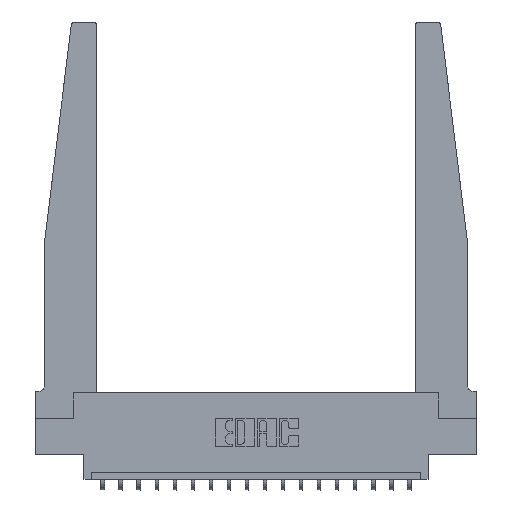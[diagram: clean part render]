
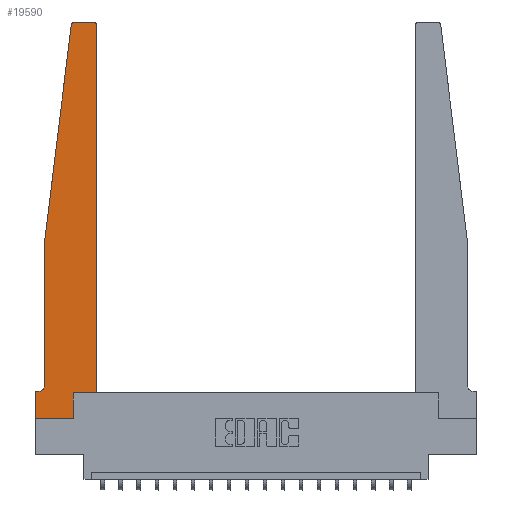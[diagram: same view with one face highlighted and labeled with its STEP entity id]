
A CAD part, top view. The second image highlights one B-rep face of the part: STEP entity #19590.
In plain terms, the highlighted planar face has unit normal (0, 0, 1).
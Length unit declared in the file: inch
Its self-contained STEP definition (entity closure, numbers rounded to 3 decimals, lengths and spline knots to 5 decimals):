
#155 = EDGE_CURVE ( 'NONE', #15337, #8631, #19151, .T. ) ;
#208 = AXIS2_PLACEMENT_3D ( 'NONE', #9117, #1495, #7615 ) ;
#312 = CIRCLE ( 'NONE', #9603, 0.05 ) ;
#968 = CARTESIAN_POINT ( 'NONE',  ( 0., 0., 0.37 ) ) ;
#1062 = CARTESIAN_POINT ( 'NONE',  ( 0.425, 2.72, 0.37 ) ) ;
#1495 = DIRECTION ( 'NONE',  ( 0., 0., 1. ) ) ;
#1614 = CARTESIAN_POINT ( 'NONE',  ( 0.015, 0.2375, 0.37 ) ) ;
#2056 = EDGE_CURVE ( 'NONE', #8631, #6345, #2430, .T. ) ;
#2120 = DIRECTION ( 'NONE',  ( 1., 0., 0. ) ) ;
#2376 = DIRECTION ( 'NONE',  ( 1., 0., 0. ) ) ;
#2430 = LINE ( 'NONE', #7055, #6573 ) ;
#2481 = EDGE_LOOP ( 'NONE', ( #10364, #19749, #10346, #9506, #16957, #15422, #12164, #16314, #3513, #3139, #17934, #14448 ) ) ;
#2667 = VERTEX_POINT ( 'NONE', #3396 ) ;
#2736 = VECTOR ( 'NONE', #9812, 39.37008 ) ;
#3139 = ORIENTED_EDGE ( 'NONE', *, *, #7764, .T. ) ;
#3328 = EDGE_CURVE ( 'NONE', #4160, #18116, #4072, .T. ) ;
#3396 = CARTESIAN_POINT ( 'NONE',  ( 0.27653, 2.75, 0.37 ) ) ;
#3441 = VECTOR ( 'NONE', #16830, 39.37008 ) ;
#3513 = ORIENTED_EDGE ( 'NONE', *, *, #15003, .T. ) ;
#3698 = DIRECTION ( 'NONE',  ( 0., 0., 1. ) ) ;
#3930 = EDGE_CURVE ( 'NONE', #16550, #4160, #13938, .T. ) ;
#4058 = DIRECTION ( 'NONE',  ( 0., 1., 0. ) ) ;
#4072 = LINE ( 'NONE', #968, #9478 ) ;
#4130 = VERTEX_POINT ( 'NONE', #10013 ) ;
#4160 = VERTEX_POINT ( 'NONE', #7199 ) ;
#4901 = VECTOR ( 'NONE', #14581, 39.37008 ) ;
#5821 = CARTESIAN_POINT ( 'NONE',  ( 0.24675, 2.72367, 0.37 ) ) ;
#6345 = VERTEX_POINT ( 'NONE', #14046 ) ;
#6573 = VECTOR ( 'NONE', #13072, 39.37008 ) ;
#6711 = AXIS2_PLACEMENT_3D ( 'NONE', #12925, #3698, #2376 ) ;
#6835 = VERTEX_POINT ( 'NONE', #7604 ) ;
#7055 = CARTESIAN_POINT ( 'NONE',  ( 0.065, 1.25, 0.37 ) ) ;
#7199 = CARTESIAN_POINT ( 'NONE',  ( 0., 0.1875, 0.37 ) ) ;
#7254 = LINE ( 'NONE', #19389, #16874 ) ;
#7604 = CARTESIAN_POINT ( 'NONE',  ( 0.2605, 0., 0.37 ) ) ;
#7615 = DIRECTION ( 'NONE',  ( 1., 0., 0. ) ) ;
#7764 = EDGE_CURVE ( 'NONE', #4130, #17849, #18874, .T. ) ;
#7846 = CARTESIAN_POINT ( 'NONE',  ( 0.395, 2.75, 0.37 ) ) ;
#7921 = PLANE ( 'NONE',  #11210 ) ;
#7940 = CARTESIAN_POINT ( 'NONE',  ( 0.425, 0.18, 0.37 ) ) ;
#7984 = VECTOR ( 'NONE', #10377, 39.37008 ) ;
#8431 = CARTESIAN_POINT ( 'NONE',  ( 0., 0., 0.37 ) ) ;
#8631 = VERTEX_POINT ( 'NONE', #11707 ) ;
#9117 = CARTESIAN_POINT ( 'NONE',  ( 0.27653, 2.72, 0.37 ) ) ;
#9186 = EDGE_CURVE ( 'NONE', #9748, #2667, #17535, .T. ) ;
#9478 = VECTOR ( 'NONE', #19313, 39.37008 ) ;
#9506 = ORIENTED_EDGE ( 'NONE', *, *, #2056, .T. ) ;
#9603 = AXIS2_PLACEMENT_3D ( 'NONE', #1614, #13659, #10857 ) ;
#9708 = CARTESIAN_POINT ( 'NONE',  ( 0.065, 1.25, 0.37 ) ) ;
#9748 = VERTEX_POINT ( 'NONE', #7846 ) ;
#9812 = DIRECTION ( 'NONE',  ( -1., 0., 0. ) ) ;
#10013 = CARTESIAN_POINT ( 'NONE',  ( 0.2605, 0.18, 0.37 ) ) ;
#10025 = DIRECTION ( 'NONE',  ( -0.122, -0.992, 0. ) ) ;
#10079 = EDGE_CURVE ( 'NONE', #18116, #6835, #19472, .T. ) ;
#10183 = CARTESIAN_POINT ( 'NONE',  ( 0.425, 0.18, 0.37 ) ) ;
#10346 = ORIENTED_EDGE ( 'NONE', *, *, #155, .T. ) ;
#10364 = ORIENTED_EDGE ( 'NONE', *, *, #9186, .T. ) ;
#10377 = DIRECTION ( 'NONE',  ( 0., 1., 0. ) ) ;
#10857 = DIRECTION ( 'NONE',  ( -1., 0., 0. ) ) ;
#11047 = CARTESIAN_POINT ( 'NONE',  ( 0., 0.1875, 0.37 ) ) ;
#11210 = AXIS2_PLACEMENT_3D ( 'NONE', #11047, #14051, #17137 ) ;
#11707 = CARTESIAN_POINT ( 'NONE',  ( 0.065, 1.25, 0.37 ) ) ;
#11857 = CIRCLE ( 'NONE', #6711, 0.03 ) ;
#12164 = ORIENTED_EDGE ( 'NONE', *, *, #3328, .T. ) ;
#12423 = VERTEX_POINT ( 'NONE', #1062 ) ;
#12925 = CARTESIAN_POINT ( 'NONE',  ( 0.395, 2.72, 0.37 ) ) ;
#13072 = DIRECTION ( 'NONE',  ( 0., -1., 0. ) ) ;
#13659 = DIRECTION ( 'NONE',  ( 0., 0., -1. ) ) ;
#13846 = CARTESIAN_POINT ( 'NONE',  ( 0.065, 0.1875, 0.37 ) ) ;
#13858 = VECTOR ( 'NONE', #10025, 39.37008 ) ;
#13938 = LINE ( 'NONE', #13846, #3441 ) ;
#14046 = CARTESIAN_POINT ( 'NONE',  ( 0.065, 0.2375, 0.37 ) ) ;
#14051 = DIRECTION ( 'NONE',  ( 0., 0., 1. ) ) ;
#14415 = EDGE_CURVE ( 'NONE', #2667, #15337, #17496, .T. ) ;
#14448 = ORIENTED_EDGE ( 'NONE', *, *, #17180, .T. ) ;
#14581 = DIRECTION ( 'NONE',  ( 1., 0., 0. ) ) ;
#15003 = EDGE_CURVE ( 'NONE', #6835, #4130, #7254, .T. ) ;
#15337 = VERTEX_POINT ( 'NONE', #5821 ) ;
#15422 = ORIENTED_EDGE ( 'NONE', *, *, #3930, .T. ) ;
#15880 = CARTESIAN_POINT ( 'NONE',  ( 0.425, 0.18, 0.37 ) ) ;
#16314 = ORIENTED_EDGE ( 'NONE', *, *, #10079, .T. ) ;
#16550 = VERTEX_POINT ( 'NONE', #16941 ) ;
#16584 = LINE ( 'NONE', #10183, #7984 ) ;
#16830 = DIRECTION ( 'NONE',  ( -1., 0., 0. ) ) ;
#16874 = VECTOR ( 'NONE', #4058, 39.37008 ) ;
#16941 = CARTESIAN_POINT ( 'NONE',  ( 0.015, 0.1875, 0.37 ) ) ;
#16957 = ORIENTED_EDGE ( 'NONE', *, *, #18241, .T. ) ;
#17137 = DIRECTION ( 'NONE',  ( 1., 0., 0. ) ) ;
#17180 = EDGE_CURVE ( 'NONE', #12423, #9748, #11857, .T. ) ;
#17438 = CARTESIAN_POINT ( 'NONE',  ( 0.25, 2.75, 0.37 ) ) ;
#17496 = CIRCLE ( 'NONE', #208, 0.03 ) ;
#17535 = LINE ( 'NONE', #17438, #2736 ) ;
#17653 = EDGE_CURVE ( 'NONE', #17849, #12423, #16584, .T. ) ;
#17849 = VERTEX_POINT ( 'NONE', #7940 ) ;
#17934 = ORIENTED_EDGE ( 'NONE', *, *, #17653, .T. ) ;
#18116 = VERTEX_POINT ( 'NONE', #19373 ) ;
#18241 = EDGE_CURVE ( 'NONE', #6345, #16550, #312, .T. ) ;
#18344 = VECTOR ( 'NONE', #2120, 39.37008 ) ;
#18555 = FACE_OUTER_BOUND ( 'NONE', #2481, .T. ) ;
#18874 = LINE ( 'NONE', #15880, #18344 ) ;
#19151 = LINE ( 'NONE', #9708, #13858 ) ;
#19313 = DIRECTION ( 'NONE',  ( 0., -1., 0. ) ) ;
#19373 = CARTESIAN_POINT ( 'NONE',  ( 0., 0., 0.37 ) ) ;
#19389 = CARTESIAN_POINT ( 'NONE',  ( 0.2605, 0.18, 0.37 ) ) ;
#19472 = LINE ( 'NONE', #8431, #4901 ) ;
#19590 = ADVANCED_FACE ( 'NONE', ( #18555 ), #7921, .T. ) ;
#19749 = ORIENTED_EDGE ( 'NONE', *, *, #14415, .T. ) ;
